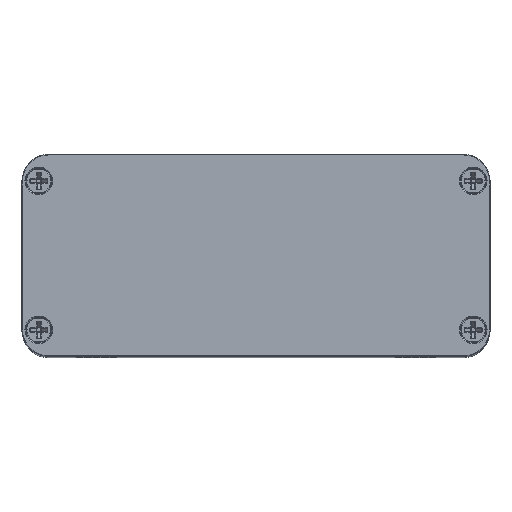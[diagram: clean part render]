
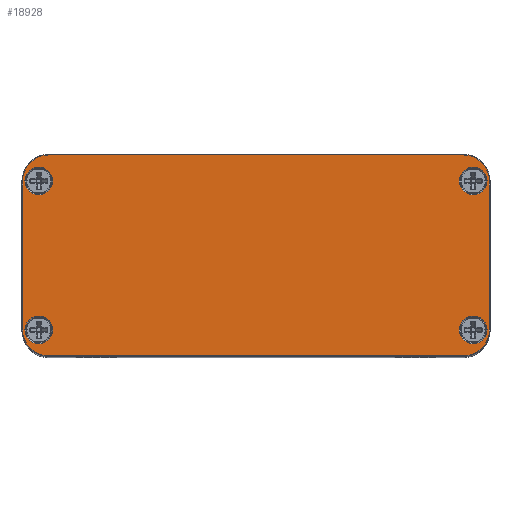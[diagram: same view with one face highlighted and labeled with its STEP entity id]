
A CAD part, top view. The second image highlights one B-rep face of the part: STEP entity #18928.
In plain terms, the highlighted planar face has unit normal (0, 0, 1).
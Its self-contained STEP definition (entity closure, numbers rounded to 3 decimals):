
#18242=CARTESIAN_POINT('',(40.85,14.,1.35));
#18243=DIRECTION('',(0.,0.,-1.));
#18244=DIRECTION('',(-1.,0.,0.));
#18245=AXIS2_PLACEMENT_3D('',#18242,#18243,#18244);
#18250=CARTESIAN_POINT('',(40.85,14.,1.35));
#18251=DIRECTION('',(0.,0.,-1.));
#18252=DIRECTION('',(1.,0.,0.));
#18253=AXIS2_PLACEMENT_3D('',#18250,#18251,#18252);
#18258=CARTESIAN_POINT('',(40.85,-14.,1.35));
#18259=DIRECTION('',(0.,0.,-1.));
#18260=DIRECTION('',(-1.,0.,0.));
#18261=AXIS2_PLACEMENT_3D('',#18258,#18259,#18260);
#18266=CARTESIAN_POINT('',(40.85,-14.,1.35));
#18267=DIRECTION('',(0.,0.,-1.));
#18268=DIRECTION('',(1.,0.,0.));
#18269=AXIS2_PLACEMENT_3D('',#18266,#18267,#18268);
#18274=CARTESIAN_POINT('',(-40.85,-14.,1.35));
#18275=DIRECTION('',(0.,0.,-1.));
#18276=DIRECTION('',(-1.,0.,0.));
#18277=AXIS2_PLACEMENT_3D('',#18274,#18275,#18276);
#18282=CARTESIAN_POINT('',(-40.85,-14.,1.35));
#18283=DIRECTION('',(0.,0.,-1.));
#18284=DIRECTION('',(1.,0.,0.));
#18285=AXIS2_PLACEMENT_3D('',#18282,#18283,#18284);
#18290=CARTESIAN_POINT('',(-40.85,14.,1.35));
#18291=DIRECTION('',(0.,0.,-1.));
#18292=DIRECTION('',(-1.,0.,0.));
#18293=AXIS2_PLACEMENT_3D('',#18290,#18291,#18292);
#18298=CARTESIAN_POINT('',(-40.85,14.,1.35));
#18299=DIRECTION('',(0.,0.,-1.));
#18300=DIRECTION('',(1.,0.,0.));
#18301=AXIS2_PLACEMENT_3D('',#18298,#18299,#18300);
#18306=CARTESIAN_POINT('',(-39.,14.,1.35));
#18307=DIRECTION('',(0.,0.,1.));
#18308=DIRECTION('',(0.,1.,0.));
#18309=AXIS2_PLACEMENT_3D('',#18306,#18307,#18308);
#18314=DIRECTION('',(-1.,0.,0.));
#18315=VECTOR('',#18314,78.);
#18316=CARTESIAN_POINT('',(39.,18.9,1.35));
#18317=LINE('',#18316,#18315);
#18321=CARTESIAN_POINT('',(39.,14.,1.35));
#18322=DIRECTION('',(0.,0.,1.));
#18323=DIRECTION('',(1.,0.,0.));
#18324=AXIS2_PLACEMENT_3D('',#18321,#18322,#18323);
#18329=DIRECTION('',(0.,1.,0.));
#18330=VECTOR('',#18329,28.);
#18331=CARTESIAN_POINT('',(43.9,-14.,1.35));
#18332=LINE('',#18331,#18330);
#18336=CARTESIAN_POINT('',(39.,-14.,1.35));
#18337=DIRECTION('',(0.,0.,1.));
#18338=DIRECTION('',(0.,-1.,0.));
#18339=AXIS2_PLACEMENT_3D('',#18336,#18337,#18338);
#18344=DIRECTION('',(1.,0.,0.));
#18345=VECTOR('',#18344,78.);
#18346=CARTESIAN_POINT('',(-39.,-18.9,1.35));
#18347=LINE('',#18346,#18345);
#18351=CARTESIAN_POINT('',(-39.,-14.,1.35));
#18352=DIRECTION('',(0.,0.,1.));
#18353=DIRECTION('',(-1.,0.,0.));
#18354=AXIS2_PLACEMENT_3D('',#18351,#18352,#18353);
#18359=DIRECTION('',(0.,-1.,0.));
#18360=VECTOR('',#18359,28.);
#18361=CARTESIAN_POINT('',(-43.9,14.,1.35));
#18362=LINE('',#18361,#18360);
#18740=CARTESIAN_POINT('',(38.25,14.,1.35));
#18741=CARTESIAN_POINT('',(43.45,14.,1.35));
#18742=VERTEX_POINT('',#18740);
#18743=VERTEX_POINT('',#18741);
#18748=CARTESIAN_POINT('',(38.25,-14.,1.35));
#18749=CARTESIAN_POINT('',(43.45,-14.,1.35));
#18750=VERTEX_POINT('',#18748);
#18751=VERTEX_POINT('',#18749);
#18756=CARTESIAN_POINT('',(-43.45,-14.,1.35));
#18757=CARTESIAN_POINT('',(-38.25,-14.,1.35));
#18758=VERTEX_POINT('',#18756);
#18759=VERTEX_POINT('',#18757);
#18764=CARTESIAN_POINT('',(-43.45,14.,1.35));
#18765=CARTESIAN_POINT('',(-38.25,14.,1.35));
#18766=VERTEX_POINT('',#18764);
#18767=VERTEX_POINT('',#18765);
#18772=CARTESIAN_POINT('',(-39.,18.9,1.35));
#18773=CARTESIAN_POINT('',(-43.9,14.,1.35));
#18774=VERTEX_POINT('',#18772);
#18775=VERTEX_POINT('',#18773);
#18776=CARTESIAN_POINT('',(-43.9,-14.,1.35));
#18777=VERTEX_POINT('',#18776);
#18778=CARTESIAN_POINT('',(-39.,-18.9,1.35));
#18779=VERTEX_POINT('',#18778);
#18780=CARTESIAN_POINT('',(39.,-18.9,1.35));
#18781=VERTEX_POINT('',#18780);
#18782=CARTESIAN_POINT('',(43.9,-14.,1.35));
#18783=VERTEX_POINT('',#18782);
#18784=CARTESIAN_POINT('',(43.9,14.,1.35));
#18785=VERTEX_POINT('',#18784);
#18786=CARTESIAN_POINT('',(39.,18.9,1.35));
#18787=VERTEX_POINT('',#18786);
#18882=CARTESIAN_POINT('',(0.,0.,1.35));
#18883=DIRECTION('',(0.,0.,1.));
#18884=DIRECTION('',(1.,0.,0.));
#18885=AXIS2_PLACEMENT_3D('',#18882,#18883,#18884);
#18886=PLANE('',#18885);
#18888=ORIENTED_EDGE('',*,*,#18887,.F.);
#18890=ORIENTED_EDGE('',*,*,#18889,.F.);
#18892=ORIENTED_EDGE('',*,*,#18891,.F.);
#18894=ORIENTED_EDGE('',*,*,#18893,.F.);
#18896=ORIENTED_EDGE('',*,*,#18895,.F.);
#18898=ORIENTED_EDGE('',*,*,#18897,.F.);
#18900=ORIENTED_EDGE('',*,*,#18899,.F.);
#18902=ORIENTED_EDGE('',*,*,#18901,.F.);
#18903=EDGE_LOOP('',(#18888,#18890,#18892,#18894,#18896,#18898,#18900,#18902));
#18904=FACE_OUTER_BOUND('',#18903,.F.);
#18906=ORIENTED_EDGE('',*,*,#18905,.F.);
#18907=ORIENTED_EDGE('',*,*,#18872,.F.);
#18908=EDGE_LOOP('',(#18906,#18907));
#18909=FACE_BOUND('',#18908,.F.);
#18911=ORIENTED_EDGE('',*,*,#18910,.F.);
#18913=ORIENTED_EDGE('',*,*,#18912,.F.);
#18914=EDGE_LOOP('',(#18911,#18913));
#18915=FACE_BOUND('',#18914,.F.);
#18917=ORIENTED_EDGE('',*,*,#18916,.F.);
#18919=ORIENTED_EDGE('',*,*,#18918,.F.);
#18920=EDGE_LOOP('',(#18917,#18919));
#18921=FACE_BOUND('',#18920,.F.);
#18923=ORIENTED_EDGE('',*,*,#18922,.F.);
#18925=ORIENTED_EDGE('',*,*,#18924,.F.);
#18926=EDGE_LOOP('',(#18923,#18925));
#18927=FACE_BOUND('',#18926,.F.);
#18928=ADVANCED_FACE('',(#18904,#18909,#18915,#18921,#18927),#18886,.T.);
#18246=CIRCLE('',#18245,2.6);
#18254=CIRCLE('',#18253,2.6);
#18262=CIRCLE('',#18261,2.6);
#18270=CIRCLE('',#18269,2.6);
#18278=CIRCLE('',#18277,2.6);
#18286=CIRCLE('',#18285,2.6);
#18294=CIRCLE('',#18293,2.6);
#18302=CIRCLE('',#18301,2.6);
#18310=CIRCLE('',#18309,4.9);
#18325=CIRCLE('',#18324,4.9);
#18340=CIRCLE('',#18339,4.9);
#18355=CIRCLE('',#18354,4.9);
#18872=EDGE_CURVE('',#18743,#18742,#18254,.T.);
#18887=EDGE_CURVE('',#18774,#18775,#18310,.T.);
#18889=EDGE_CURVE('',#18787,#18774,#18317,.T.);
#18891=EDGE_CURVE('',#18785,#18787,#18325,.T.);
#18893=EDGE_CURVE('',#18783,#18785,#18332,.T.);
#18895=EDGE_CURVE('',#18781,#18783,#18340,.T.);
#18897=EDGE_CURVE('',#18779,#18781,#18347,.T.);
#18899=EDGE_CURVE('',#18777,#18779,#18355,.T.);
#18901=EDGE_CURVE('',#18775,#18777,#18362,.T.);
#18905=EDGE_CURVE('',#18742,#18743,#18246,.T.);
#18910=EDGE_CURVE('',#18750,#18751,#18262,.T.);
#18912=EDGE_CURVE('',#18751,#18750,#18270,.T.);
#18916=EDGE_CURVE('',#18758,#18759,#18278,.T.);
#18918=EDGE_CURVE('',#18759,#18758,#18286,.T.);
#18922=EDGE_CURVE('',#18766,#18767,#18294,.T.);
#18924=EDGE_CURVE('',#18767,#18766,#18302,.T.);
